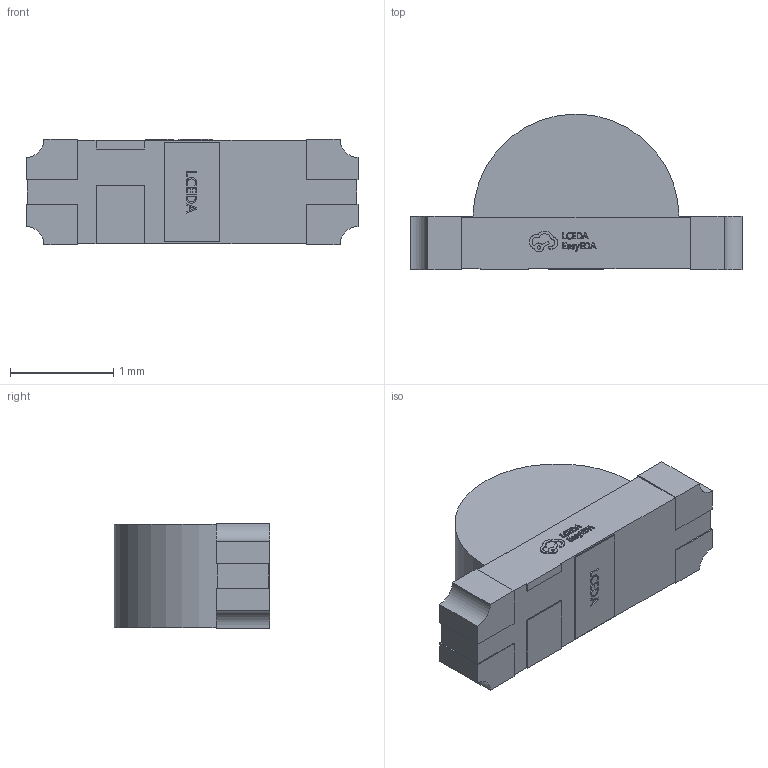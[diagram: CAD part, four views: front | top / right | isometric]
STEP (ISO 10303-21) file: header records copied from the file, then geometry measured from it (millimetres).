
FILE_DESCRIPTION (( 'STEP AP214' ), '1' );
FILE_NAME ('LED-SMD_3P-L3.2-W1.5-H1.0.step', '2022-07-08T11:55:21', ( '' ), ( '' ), 'SwSTEP 2.0', 'SolidWorks 2020', '' );
FILE_SCHEMA (( 'AUTOMOTIVE_DESIGN' ));
Length unit declared in the file: millimetre
Products named in the file (1): LED-SMD_3P-L3.2-W1.5-H1.0
Bounding box: 3.22 x 1.51 x 1.02 mm (x, y, z)
Volume: 3.2 mm3; surface area: 19.1 mm2
Topology: 2 solids, 2 shells, 355 faces, 972 edges, 648 vertices
Faces by surface type: plane 237, bspline 112, cylinder 6
Entity records: 16190 total; most frequent: CARTESIAN_POINT 4080, ORIENTED_EDGE 1944, DIRECTION 1244, EDGE_CURVE 972, LINE 732, VECTOR 732, VERTEX_POINT 648, EDGE_LOOP 382
